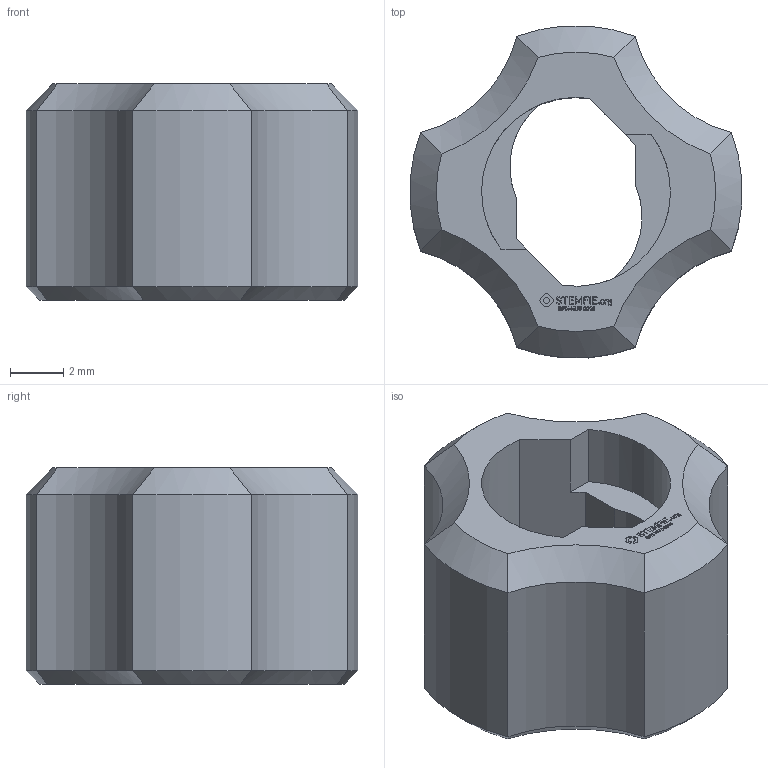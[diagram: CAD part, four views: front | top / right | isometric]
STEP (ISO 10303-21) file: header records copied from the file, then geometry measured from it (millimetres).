
FILE_DESCRIPTION(('FreeCAD Model'),'2;1');
FILE_NAME('Open CASCADE Shape Model','2021-05-23T23:37:22',( 'Paulo Kiefe'),('STEMFIE.org'),'Open CASCADE STEP processor 7.4', 'FreeCAD','Unknown');
FILE_SCHEMA(('AUTOMOTIVE_DESIGN { 1 0 10303 214 1 1 1 1 }'));
Length unit declared in the file: millimetre
Products named in the file (1): Nut_PH_CL_BU1x0.25_-_SPN-NUT-0019_v3
Bounding box: 12.47 x 12.47 x 8.12 mm (x, y, z)
Volume: 542.3 mm3; surface area: 606.8 mm2
Topology: 1 solids, 1 shells, 463 faces, 1274 edges, 844 vertices
Faces by surface type: plane 305, bspline 128, cone 19, cylinder 11
Full cylindrical faces by diameter (mm): 7.1 x1
Entity records: 33128 total; most frequent: CARTESIAN_POINT 9351, DIRECTION 3689, LINE 2921, VECTOR 2921, ORIENTED_EDGE 2548, PCURVE 2548, DEFINITIONAL_REPRESENTATION 2548, EDGE_CURVE 1274
